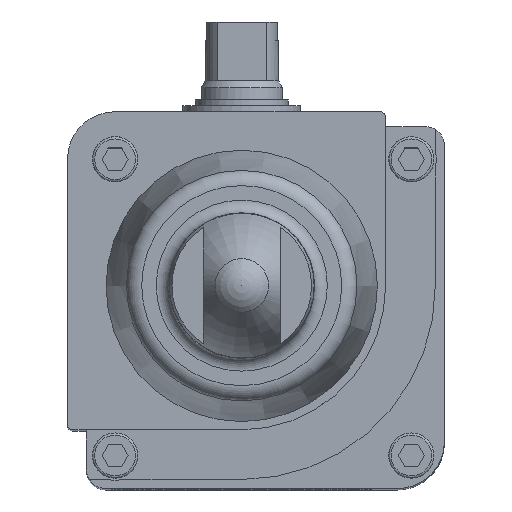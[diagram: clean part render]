
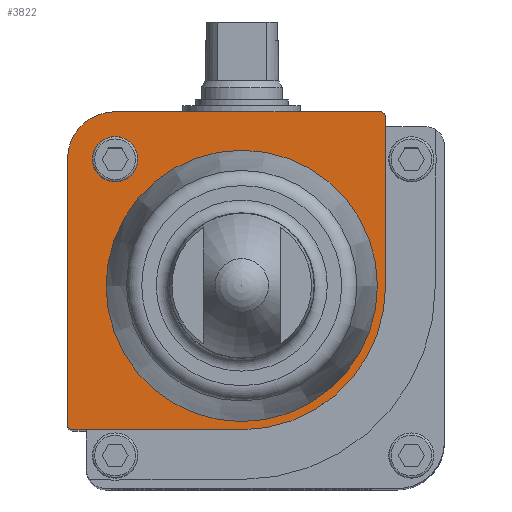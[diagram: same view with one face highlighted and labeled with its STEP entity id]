
A CAD part, top view. The second image highlights one B-rep face of the part: STEP entity #3822.
In plain terms, the highlighted planar face has unit normal (0, 0, 1).
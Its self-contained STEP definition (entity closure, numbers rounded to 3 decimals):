
#135=PLANE('',#4161);
#305=LINE('',#5945,#619);
#313=LINE('',#5964,#627);
#318=LINE('',#6006,#632);
#326=LINE('',#6033,#640);
#619=VECTOR('',#4667,1000.);
#627=VECTOR('',#4683,1000.);
#632=VECTOR('',#4726,1000.);
#640=VECTOR('',#4750,1000.);
#1051=ORIENTED_EDGE('',*,*,#2020,.T.);
#1052=ORIENTED_EDGE('',*,*,#1983,.T.);
#1053=ORIENTED_EDGE('',*,*,#2021,.T.);
#1054=ORIENTED_EDGE('',*,*,#2003,.T.);
#1055=ORIENTED_EDGE('',*,*,#2010,.T.);
#1056=ORIENTED_EDGE('',*,*,#2017,.T.);
#1057=ORIENTED_EDGE('',*,*,#2019,.T.);
#1058=ORIENTED_EDGE('',*,*,#1973,.T.);
#1059=ORIENTED_EDGE('',*,*,#1977,.T.);
#1060=ORIENTED_EDGE('',*,*,#2022,.T.);
#1973=EDGE_CURVE('',#2463,#2462,#305,.T.);
#1977=EDGE_CURVE('',#2462,#2465,#2811,.T.);
#1983=EDGE_CURVE('',#2465,#2469,#313,.T.);
#2003=EDGE_CURVE('',#2488,#2487,#318,.T.);
#2010=EDGE_CURVE('',#2487,#2492,#2828,.T.);
#2017=EDGE_CURVE('',#2492,#2498,#326,.T.);
#2019=EDGE_CURVE('',#2498,#2463,#2834,.T.);
#2020=EDGE_CURVE('',#2499,#2499,#2835,.T.);
#2021=EDGE_CURVE('',#2469,#2488,#2836,.T.);
#2022=EDGE_CURVE('',#2500,#2500,#2837,.T.);
#2462=VERTEX_POINT('',#5944);
#2463=VERTEX_POINT('',#5946);
#2465=VERTEX_POINT('',#5952);
#2469=VERTEX_POINT('',#5963);
#2487=VERTEX_POINT('',#6005);
#2488=VERTEX_POINT('',#6007);
#2492=VERTEX_POINT('',#6018);
#2498=VERTEX_POINT('',#6032);
#2499=VERTEX_POINT('',#6039);
#2500=VERTEX_POINT('',#6042);
#2811=CIRCLE('',#4129,1.184);
#2828=CIRCLE('',#4152,1.184);
#2834=CIRCLE('',#4160,10.4);
#2835=CIRCLE('',#4162,5.);
#2836=CIRCLE('',#4163,31.8);
#2837=CIRCLE('',#4164,30.);
#3018=EDGE_LOOP('',(#1051));
#3019=EDGE_LOOP('',(#1052,#1053,#1054,#1055,#1056,#1057,#1058,#1059));
#3020=EDGE_LOOP('',(#1060));
#3396=FACE_BOUND('',#3018,.T.);
#3397=FACE_BOUND('',#3019,.T.);
#3398=FACE_BOUND('',#3020,.T.);
#3822=ADVANCED_FACE('',(#3396,#3397,#3398),#135,.T.);
#4129=AXIS2_PLACEMENT_3D('',#5953,#4674,#4675);
#4152=AXIS2_PLACEMENT_3D('',#6019,#4736,#4737);
#4160=AXIS2_PLACEMENT_3D('',#6036,#4755,#4756);
#4161=AXIS2_PLACEMENT_3D('',#6037,#4757,#4758);
#4162=AXIS2_PLACEMENT_3D('',#6038,#4759,#4760);
#4163=AXIS2_PLACEMENT_3D('',#6040,#4761,#4762);
#4164=AXIS2_PLACEMENT_3D('',#6041,#4763,#4764);
#4667=DIRECTION('',(0.,-1.,0.));
#4674=DIRECTION('',(0.,0.,1.));
#4675=DIRECTION('',(1.,0.,0.));
#4683=DIRECTION('',(1.,0.,0.));
#4726=DIRECTION('',(0.,1.,0.));
#4736=DIRECTION('',(0.,0.,1.));
#4737=DIRECTION('',(1.,0.,0.));
#4750=DIRECTION('',(-1.,0.,0.));
#4755=DIRECTION('',(0.,0.,1.));
#4756=DIRECTION('',(1.,0.,0.));
#4757=DIRECTION('',(0.,0.,1.));
#4758=DIRECTION('',(1.,0.,0.));
#4759=DIRECTION('',(0.,0.,-1.));
#4760=DIRECTION('',(-1.,0.,0.));
#4761=DIRECTION('',(0.,0.,1.));
#4762=DIRECTION('',(1.,0.,0.));
#4763=DIRECTION('',(0.,0.,-1.));
#4764=DIRECTION('',(-1.,0.,0.));
#5944=CARTESIAN_POINT('',(-38.5,-30.616,92.65));
#5945=CARTESIAN_POINT('',(-38.5,28.1,92.65));
#5946=CARTESIAN_POINT('',(-38.5,28.1,92.65));
#5952=CARTESIAN_POINT('',(-37.316,-31.8,92.65));
#5953=CARTESIAN_POINT('',(-37.316,-30.616,92.65));
#5963=CARTESIAN_POINT('',(0.,-31.8,92.65));
#5964=CARTESIAN_POINT('',(-37.316,-31.8,92.65));
#6005=CARTESIAN_POINT('',(31.8,37.316,92.65));
#6006=CARTESIAN_POINT('',(31.8,35.2,92.65));
#6007=CARTESIAN_POINT('',(31.8,0.,92.65));
#6018=CARTESIAN_POINT('',(30.616,38.5,92.65));
#6019=CARTESIAN_POINT('',(30.616,37.316,92.65));
#6032=CARTESIAN_POINT('',(-28.1,38.5,92.65));
#6033=CARTESIAN_POINT('',(30.616,38.5,92.65));
#6036=CARTESIAN_POINT('',(-28.1,28.1,92.65));
#6037=CARTESIAN_POINT('',(-37.316,-30.616,92.65));
#6038=CARTESIAN_POINT('',(-28.,28.,92.65));
#6039=CARTESIAN_POINT('',(-33.,28.,92.65));
#6040=CARTESIAN_POINT('',(0.,0.,92.65));
#6041=CARTESIAN_POINT('',(0.,0.,92.65));
#6042=CARTESIAN_POINT('',(-30.,0.,92.65));
